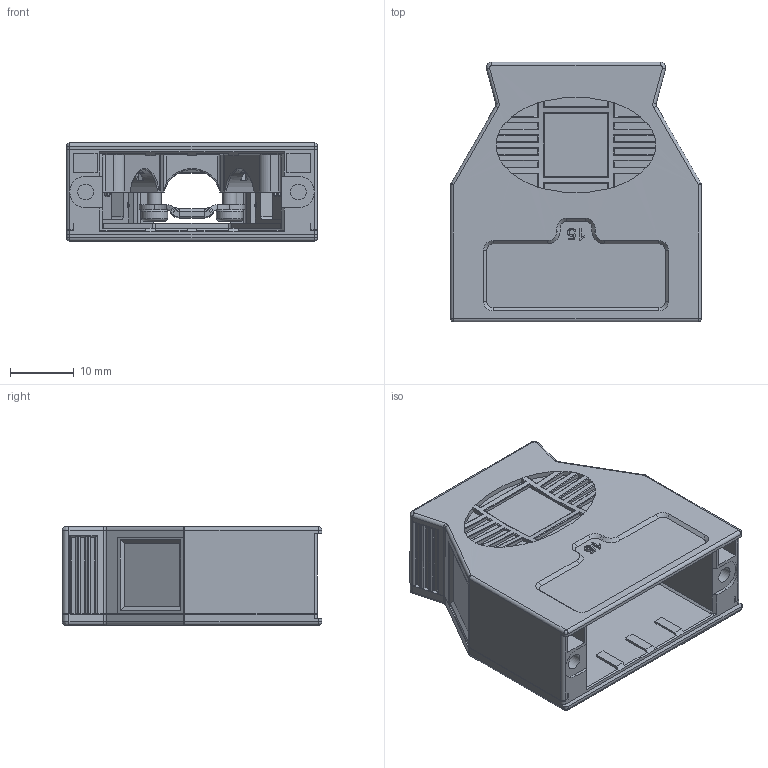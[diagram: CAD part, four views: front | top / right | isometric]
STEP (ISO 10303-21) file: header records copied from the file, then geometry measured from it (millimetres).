
FILE_DESCRIPTION(/* description */ (''),/* implementation_level */ '2;1');
FILE_NAME(/* name */ '100831568ugm000_a.stp',/* time_stamp */ '2019-06-20T03:49:22+02:00',/* author */ (''),/* organization */ (''),/* preprocessor_version */ 'ST-DEVELOPER v16.7',/* originating_system */ 'SIEMENS PLM Software NX 12.0',/* authorisation */ '');
FILE_SCHEMA (('AUTOMOTIVE_DESIGN { 1 0 10303 214 3 1 1 1 }'));
Products named in the file (1): 100831568ugm000_a
Bounding box: 39.3 x 40.7 x 15.4 mm (x, y, z)
Volume: 9192.6 mm3; surface area: 11957.2 mm2
Topology: 2 solids, 8 shells, 1641 faces, 4342 edges, 2758 vertices
Faces by surface type: plane 905, cylinder 297, bspline 263, torus 64, extrusion 60, cone 44, sphere 8
Full cylindrical faces by diameter (mm): 0.8 x1, 1.2 x1, 1.8 x10, 2.2 x6, 2.4 x4, 2.5 x4, 3.6 x2, 3.7 x4, 4 x6, 4.15 x2
Entity records: 72516 total; most frequent: CARTESIAN_POINT 23435, ORIENTED_EDGE 8478, DIRECTION 6613, EDGE_CURVE 4239, VERTEX_POINT 2728, VECTOR 2335, LINE 2275, AXIS2_PLACEMENT_3D 2139
